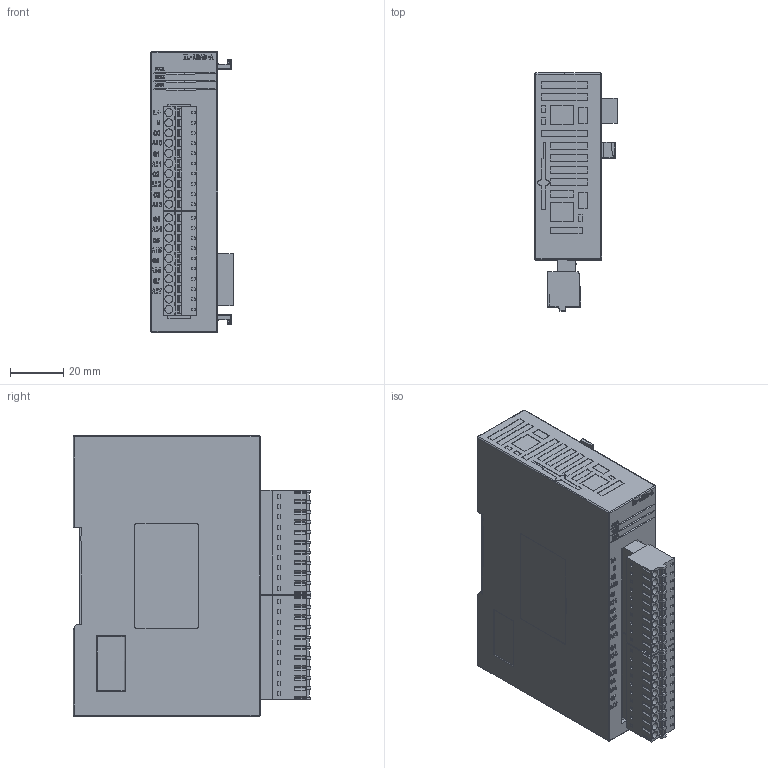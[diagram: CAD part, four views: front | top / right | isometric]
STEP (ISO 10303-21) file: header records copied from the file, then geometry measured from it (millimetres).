
FILE_DESCRIPTION(/* description */ (''),/* implementation_level */ '2;1');
FILE_NAME(/* name */ 'XL-E8A~1',/* time_stamp */ '2022-08-15T09:01:11+08:00',/* author */ (''),/* organization */ (''),/* preprocessor_version */ 'ST-DEVELOPER v16.5',/* originating_system */ '',/* authorisation */ '');
FILE_SCHEMA (('CONFIG_CONTROL_DESIGN'));
Length unit declared in the file: millimetre
Products named in the file (1): Document
Bounding box: 30.8 x 88.99 x 105 mm (x, y, z)
Volume: 195159.8 mm3; surface area: 32363.4 mm2
Topology: 62 solids, 62 shells, 2201 faces, 5663 edges, 3728 vertices
Faces by surface type: plane 1851, bspline 197, cylinder 153
Entity records: 64468 total; most frequent: CARTESIAN_POINT 25019, ORIENTED_EDGE 11324, EDGE_CURVE 5662, B_SPLINE_CURVE_WITH_KNOTS 5349, VERTEX_POINT 3728, EDGE_LOOP 2394, ADVANCED_FACE 2201, FACE_OUTER_BOUND 2201
